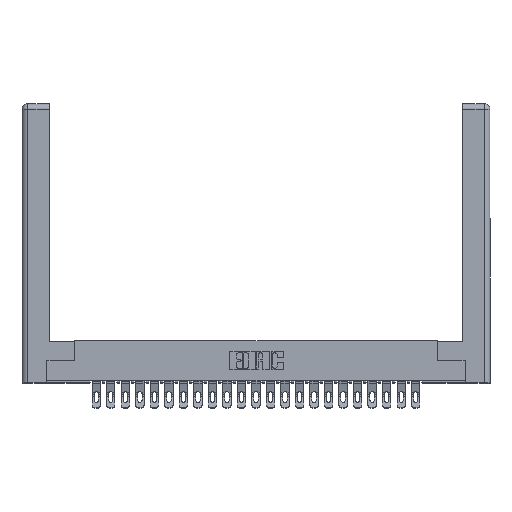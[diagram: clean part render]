
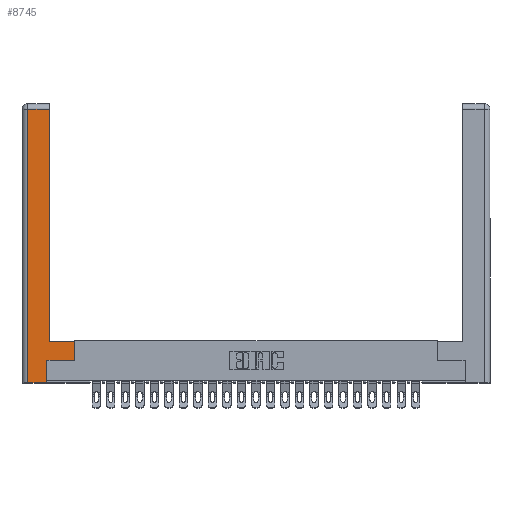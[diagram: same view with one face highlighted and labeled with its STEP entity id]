
A CAD part, top view. The second image highlights one B-rep face of the part: STEP entity #8745.
In plain terms, the highlighted planar face has unit normal (0, 0, 1).
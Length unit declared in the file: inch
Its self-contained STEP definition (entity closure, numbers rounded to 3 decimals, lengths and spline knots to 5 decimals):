
#660 = EDGE_LOOP ( 'NONE', ( #11373, #18473, #25797, #14313, #5169, #18173, #30358, #26750 ) ) ;
#1110 = LINE ( 'NONE', #21442, #14307 ) ;
#2390 = VERTEX_POINT ( 'NONE', #21302 ) ;
#2847 = CARTESIAN_POINT ( 'NONE',  ( 0.265, 0.245, 0. ) ) ;
#3520 = VERTEX_POINT ( 'NONE', #2847 ) ;
#4534 = CARTESIAN_POINT ( 'NONE',  ( 0.295, 2.94, 0. ) ) ;
#5169 = ORIENTED_EDGE ( 'NONE', *, *, #9879, .T. ) ;
#5323 = VECTOR ( 'NONE', #18549, 39.37008 ) ;
#5639 = VERTEX_POINT ( 'NONE', #19902 ) ;
#6979 = EDGE_CURVE ( 'NONE', #2390, #27451, #11194, .T. ) ;
#7036 = DIRECTION ( 'NONE',  ( -1., 0., 0. ) ) ;
#7229 = CARTESIAN_POINT ( 'NONE',  ( 0.295, 0.45, 0. ) ) ;
#8132 = VERTEX_POINT ( 'NONE', #9307 ) ;
#8152 = CARTESIAN_POINT ( 'NONE',  ( 0., 0., 0. ) ) ;
#8617 = LINE ( 'NONE', #13695, #5323 ) ;
#8745 = ADVANCED_FACE ( 'NONE', ( #30255 ), #19476, .F. ) ;
#8957 = EDGE_CURVE ( 'NONE', #3520, #8132, #28408, .T. ) ;
#9307 = CARTESIAN_POINT ( 'NONE',  ( 0.565, 0.245, 0. ) ) ;
#9879 = EDGE_CURVE ( 'NONE', #5639, #3520, #1110, .T. ) ;
#10725 = EDGE_CURVE ( 'NONE', #29634, #2390, #24970, .T. ) ;
#11194 = LINE ( 'NONE', #25526, #20400 ) ;
#11373 = ORIENTED_EDGE ( 'NONE', *, *, #21108, .T. ) ;
#11607 = DIRECTION ( 'NONE',  ( 1., 0., 0. ) ) ;
#11708 = VERTEX_POINT ( 'NONE', #28163 ) ;
#12959 = DIRECTION ( 'NONE',  ( 0., 1., 0. ) ) ;
#13695 = CARTESIAN_POINT ( 'NONE',  ( 0.295, 3., 0. ) ) ;
#13840 = DIRECTION ( 'NONE',  ( -1., 0., 0. ) ) ;
#14307 = VECTOR ( 'NONE', #12959, 39.37008 ) ;
#14313 = ORIENTED_EDGE ( 'NONE', *, *, #29824, .T. ) ;
#14329 = VECTOR ( 'NONE', #7036, 39.37008 ) ;
#15308 = EDGE_CURVE ( 'NONE', #20442, #11708, #21716, .T. ) ;
#18173 = ORIENTED_EDGE ( 'NONE', *, *, #8957, .T. ) ;
#18443 = DIRECTION ( 'NONE',  ( 0., 1., 0. ) ) ;
#18473 = ORIENTED_EDGE ( 'NONE', *, *, #10725, .T. ) ;
#18549 = DIRECTION ( 'NONE',  ( 0., 1., 0. ) ) ;
#19476 = PLANE ( 'NONE',  #22184 ) ;
#19672 = VECTOR ( 'NONE', #11607, 39.37008 ) ;
#19826 = CARTESIAN_POINT ( 'NONE',  ( 0.565, 0.45, 0. ) ) ;
#19902 = CARTESIAN_POINT ( 'NONE',  ( 0.265, 0., 0. ) ) ;
#20351 = CARTESIAN_POINT ( 'NONE',  ( 0.565, 0.245, 0. ) ) ;
#20400 = VECTOR ( 'NONE', #21014, 39.37008 ) ;
#20442 = VERTEX_POINT ( 'NONE', #19826 ) ;
#21014 = DIRECTION ( 'NONE',  ( 0., -1., 0. ) ) ;
#21108 = EDGE_CURVE ( 'NONE', #11708, #29634, #8617, .T. ) ;
#21302 = CARTESIAN_POINT ( 'NONE',  ( 0.0615, 2.94, 0. ) ) ;
#21442 = CARTESIAN_POINT ( 'NONE',  ( 0.265, 0.245, 0. ) ) ;
#21645 = EDGE_CURVE ( 'NONE', #8132, #20442, #28517, .T. ) ;
#21716 = LINE ( 'NONE', #7229, #14329 ) ;
#22177 = CARTESIAN_POINT ( 'NONE',  ( 0.0615, 0., 0. ) ) ;
#22184 = AXIS2_PLACEMENT_3D ( 'NONE', #8152, #24616, #26668 ) ;
#22236 = VECTOR ( 'NONE', #18443, 39.37008 ) ;
#22975 = CARTESIAN_POINT ( 'NONE',  ( 0.565, 0.45, 0. ) ) ;
#23484 = VECTOR ( 'NONE', #13840, 39.37008 ) ;
#24616 = DIRECTION ( 'NONE',  ( 0., 0., -1. ) ) ;
#24970 = LINE ( 'NONE', #25587, #23484 ) ;
#25083 = VECTOR ( 'NONE', #30015, 39.37008 ) ;
#25526 = CARTESIAN_POINT ( 'NONE',  ( 0.0615, 0., 0. ) ) ;
#25587 = CARTESIAN_POINT ( 'NONE',  ( 0.0615, 2.94, 0. ) ) ;
#25797 = ORIENTED_EDGE ( 'NONE', *, *, #6979, .T. ) ;
#25924 = LINE ( 'NONE', #25996, #19672 ) ;
#25996 = CARTESIAN_POINT ( 'NONE',  ( 0.265, 0., 0. ) ) ;
#26668 = DIRECTION ( 'NONE',  ( -1., 0., 0. ) ) ;
#26750 = ORIENTED_EDGE ( 'NONE', *, *, #15308, .T. ) ;
#27451 = VERTEX_POINT ( 'NONE', #22177 ) ;
#28163 = CARTESIAN_POINT ( 'NONE',  ( 0.295, 0.45, 0. ) ) ;
#28408 = LINE ( 'NONE', #20351, #25083 ) ;
#28517 = LINE ( 'NONE', #22975, #22236 ) ;
#29634 = VERTEX_POINT ( 'NONE', #4534 ) ;
#29824 = EDGE_CURVE ( 'NONE', #27451, #5639, #25924, .T. ) ;
#30015 = DIRECTION ( 'NONE',  ( 1., 0., 0. ) ) ;
#30255 = FACE_OUTER_BOUND ( 'NONE', #660, .T. ) ;
#30358 = ORIENTED_EDGE ( 'NONE', *, *, #21645, .T. ) ;
